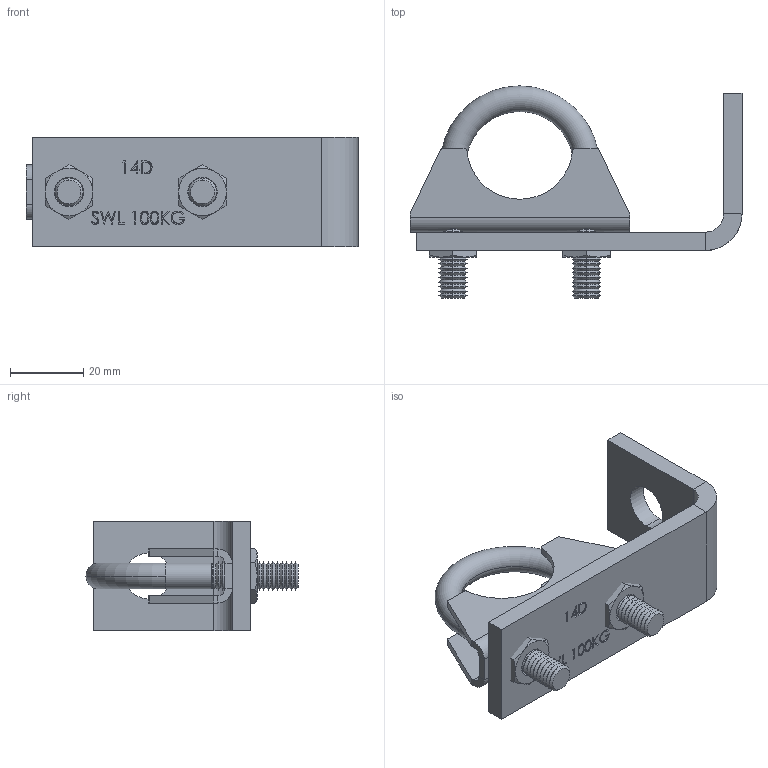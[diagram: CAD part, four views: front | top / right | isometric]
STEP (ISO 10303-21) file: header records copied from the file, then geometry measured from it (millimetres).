
FILE_DESCRIPTION (( 'STEP AP203' ), '1' );
FILE_NAME ('T63751.STEP', '2018-08-16T10:41:55', ( '' ), ( '' ), 'SwSTEP 2.0', 'SolidWorks 2016', '' );
FILE_SCHEMA (( 'CONFIG_CONTROL_DESIGN' ));
Length unit declared in the file: millimetre
Products named in the file (6): T63749-2; T63751; T63749-1; T63749; TH2673; Hex Nut Style 1 GradeAB_Doughty Fastners_Hexagon Nut ISO - 4032 - M8 - D - S
Assembly tree (6 placements, depth 3):
  T63751
    TH2673
    T63749
      T63749-1
      T63749-2
      Hex Nut Style 1 GradeAB_Doughty Fastners_Hexagon Nut ISO - 4032 - M8 - D - S  x2
Bounding box: 90.75 x 58 x 30 mm (x, y, z)
Volume: 28056.1 mm3; surface area: 18734.3 mm2
Topology: 5 solids, 5 shells, 493 faces, 1112 edges, 644 vertices
Faces by surface type: cone 232, plane 144, cylinder 62, bspline 53, torus 2
Entity records: 16186 total; most frequent: CARTESIAN_POINT 6090, ORIENTED_EDGE 1968, DIRECTION 1916, EDGE_CURVE 984, AXIS2_PLACEMENT_3D 674, VERTEX_POINT 576, LINE 568, VECTOR 568
